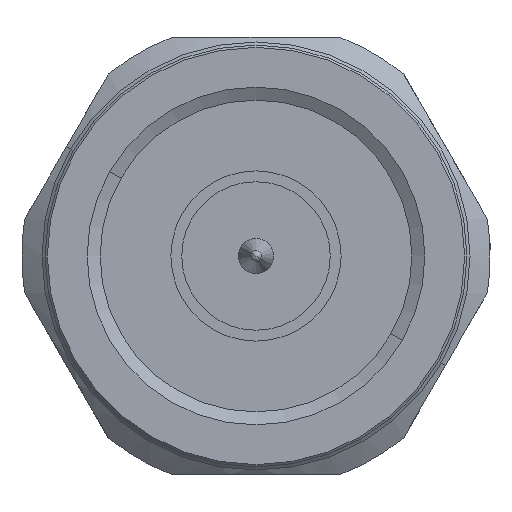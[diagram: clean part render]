
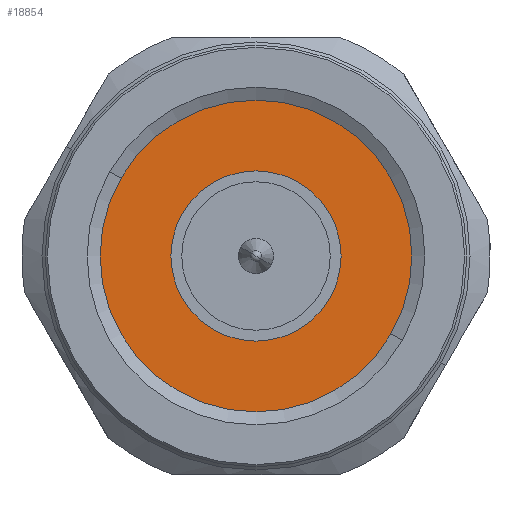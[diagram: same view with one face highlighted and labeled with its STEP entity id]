
A CAD part, left-side view. The second image highlights one B-rep face of the part: STEP entity #18854.
In plain terms, the highlighted planar face has unit normal (-1, 0, 0).
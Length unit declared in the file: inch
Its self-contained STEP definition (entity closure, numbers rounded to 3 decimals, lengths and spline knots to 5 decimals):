
#99 = DIRECTION ( 'NONE',  ( 0., 0., 1. ) ) ;
#2036 = EDGE_CURVE ( 'NONE', #27965, #26692, #36238, .T. ) ;
#2066 = DIRECTION ( 'NONE',  ( -1., 0., 0. ) ) ;
#3088 = DIRECTION ( 'NONE',  ( 0., 0., 1. ) ) ;
#4030 = CARTESIAN_POINT ( 'NONE',  ( 0.35943, 0., -0.34395 ) ) ;
#4878 = DIRECTION ( 'NONE',  ( 0., 0., 1. ) ) ;
#7765 = CARTESIAN_POINT ( 'NONE',  ( 0.35943, 0., 0. ) ) ;
#7957 = DIRECTION ( 'NONE',  ( -1., 0., 0. ) ) ;
#8826 = DIRECTION ( 'NONE',  ( 0., 0., -1. ) ) ;
#9304 = ORIENTED_EDGE ( 'NONE', *, *, #34954, .T. ) ;
#10979 = AXIS2_PLACEMENT_3D ( 'NONE', #7765, #7957, #16833 ) ;
#11244 = CARTESIAN_POINT ( 'NONE',  ( 0.35943, 0.34395, 0. ) ) ;
#11600 = CARTESIAN_POINT ( 'NONE',  ( 0.35943, 0., 0. ) ) ;
#11665 = CARTESIAN_POINT ( 'NONE',  ( 0.35943, 0., 0.15748 ) ) ;
#11834 = FACE_OUTER_BOUND ( 'NONE', #15757, .T. ) ;
#12636 = AXIS2_PLACEMENT_3D ( 'NONE', #29665, #2066, #4878 ) ;
#13625 = ORIENTED_EDGE ( 'NONE', *, *, #2036, .F. ) ;
#13819 = VERTEX_POINT ( 'NONE', #4030 ) ;
#13939 = CIRCLE ( 'NONE', #12636, 0.15748 ) ;
#14263 = DIRECTION ( 'NONE',  ( 1., 0., 0. ) ) ;
#14786 = EDGE_CURVE ( 'NONE', #13819, #35295, #28345, .T. ) ;
#15757 = EDGE_LOOP ( 'NONE', ( #9304, #26932 ) ) ;
#16833 = DIRECTION ( 'NONE',  ( 0., 0., 1. ) ) ;
#16917 = AXIS2_PLACEMENT_3D ( 'NONE', #11600, #24075, #99 ) ;
#17126 = AXIS2_PLACEMENT_3D ( 'NONE', #11244, #14263, #8826 ) ;
#18137 = CARTESIAN_POINT ( 'NONE',  ( 0.35943, 0., -0.15748 ) ) ;
#18366 = CARTESIAN_POINT ( 'NONE',  ( 0.35943, 0., 0. ) ) ;
#18854 = ADVANCED_FACE ( 'NONE', ( #39454, #11834 ), #36445, .F. ) ;
#20289 = EDGE_LOOP ( 'NONE', ( #25282, #13625 ) ) ;
#24075 = DIRECTION ( 'NONE',  ( -1., 0., 0. ) ) ;
#25282 = ORIENTED_EDGE ( 'NONE', *, *, #28887, .F. ) ;
#26692 = VERTEX_POINT ( 'NONE', #11665 ) ;
#26932 = ORIENTED_EDGE ( 'NONE', *, *, #14786, .T. ) ;
#26948 = CIRCLE ( 'NONE', #27565, 0.34395 ) ;
#27565 = AXIS2_PLACEMENT_3D ( 'NONE', #18366, #30685, #3088 ) ;
#27965 = VERTEX_POINT ( 'NONE', #18137 ) ;
#27997 = CARTESIAN_POINT ( 'NONE',  ( 0.35943, 0., 0.34395 ) ) ;
#28345 = CIRCLE ( 'NONE', #10979, 0.34395 ) ;
#28887 = EDGE_CURVE ( 'NONE', #26692, #27965, #13939, .T. ) ;
#29665 = CARTESIAN_POINT ( 'NONE',  ( 0.35943, 0., 0. ) ) ;
#30685 = DIRECTION ( 'NONE',  ( -1., 0., 0. ) ) ;
#34954 = EDGE_CURVE ( 'NONE', #35295, #13819, #26948, .T. ) ;
#35295 = VERTEX_POINT ( 'NONE', #27997 ) ;
#36238 = CIRCLE ( 'NONE', #16917, 0.15748 ) ;
#36445 = PLANE ( 'NONE',  #17126 ) ;
#39454 = FACE_BOUND ( 'NONE', #20289, .T. ) ;
